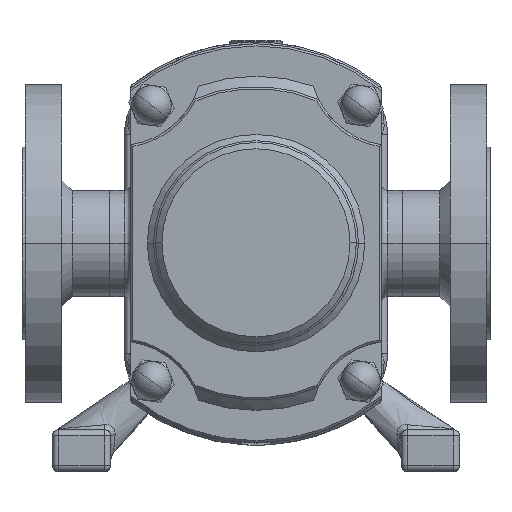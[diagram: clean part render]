
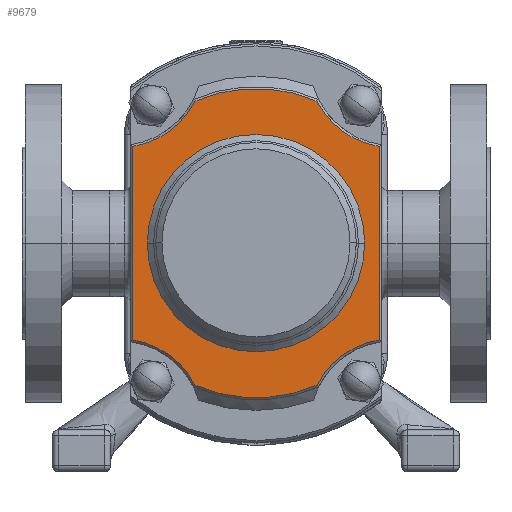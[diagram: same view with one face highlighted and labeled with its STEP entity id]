
A CAD part, top view. The second image highlights one B-rep face of the part: STEP entity #9679.
In plain terms, the highlighted planar face has unit normal (0, 0, 1).
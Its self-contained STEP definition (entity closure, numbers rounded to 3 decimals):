
#478 = EDGE_CURVE ( 'NONE', #32651, #5415, #32426, .T. ) ;
#1489 = DIRECTION ( 'NONE',  ( 1., 0., 0. ) ) ;
#1597 = EDGE_CURVE ( 'NONE', #21329, #27532, #2292, .T. ) ;
#1648 = FACE_BOUND ( 'NONE', #18249, .T. ) ;
#1741 = ORIENTED_EDGE ( 'NONE', *, *, #20157, .T. ) ;
#1760 = DIRECTION ( 'NONE',  ( 0., 0., 1. ) ) ;
#1972 = CIRCLE ( 'NONE', #15151, 41. ) ;
#2292 = CIRCLE ( 'NONE', #10190, 41. ) ;
#2299 = CARTESIAN_POINT ( 'NONE',  ( 59., 46.251, 34. ) ) ;
#2339 = CARTESIAN_POINT ( 'NONE',  ( 29.22, -67.987, 34. ) ) ;
#3392 = DIRECTION ( 'NONE',  ( 0., 0., -1. ) ) ;
#4087 = CARTESIAN_POINT ( 'NONE',  ( -29.22, -67.987, 34. ) ) ;
#4314 = DIRECTION ( 'NONE',  ( 0., 0., -1. ) ) ;
#5415 = VERTEX_POINT ( 'NONE', #4087 ) ;
#5490 = DIRECTION ( 'NONE',  ( 1., 0., 0. ) ) ;
#5862 = EDGE_LOOP ( 'NONE', ( #21417, #18407, #1741, #7212, #9603, #9860, #22402, #12841 ) ) ;
#6097 = CIRCLE ( 'NONE', #13462, 52. ) ;
#6330 = CARTESIAN_POINT ( 'NONE',  ( 0., 0., 34. ) ) ;
#6734 = VECTOR ( 'NONE', #27373, 1000. ) ;
#6885 = VERTEX_POINT ( 'NONE', #23259 ) ;
#6893 = AXIS2_PLACEMENT_3D ( 'NONE', #14012, #12019, #1489 ) ;
#7169 = CARTESIAN_POINT ( 'NONE',  ( 59., -46.251, 34. ) ) ;
#7212 = ORIENTED_EDGE ( 'NONE', *, *, #478, .T. ) ;
#7226 = AXIS2_PLACEMENT_3D ( 'NONE', #7480, #17378, #22334 ) ;
#7480 = CARTESIAN_POINT ( 'NONE',  ( -65.7, 86.7, 34. ) ) ;
#7559 = CARTESIAN_POINT ( 'NONE',  ( 59., 46.251, 34. ) ) ;
#8146 = VERTEX_POINT ( 'NONE', #27162 ) ;
#8322 = CARTESIAN_POINT ( 'NONE',  ( -65.7, -86.7, 34. ) ) ;
#8501 = CARTESIAN_POINT ( 'NONE',  ( 52., 0., 34. ) ) ;
#8530 = LINE ( 'NONE', #16757, #19703 ) ;
#8629 = VERTEX_POINT ( 'NONE', #14067 ) ;
#8637 = DIRECTION ( 'NONE',  ( 1., 0., 0. ) ) ;
#9185 = CARTESIAN_POINT ( 'NONE',  ( 0., 0., 34. ) ) ;
#9266 = CARTESIAN_POINT ( 'NONE',  ( 65.7, 86.7, 34. ) ) ;
#9603 = ORIENTED_EDGE ( 'NONE', *, *, #23227, .T. ) ;
#9679 = ADVANCED_FACE ( 'NONE', ( #11856, #1648 ), #11701, .T. ) ;
#9860 = ORIENTED_EDGE ( 'NONE', *, *, #1597, .T. ) ;
#10190 = AXIS2_PLACEMENT_3D ( 'NONE', #26492, #3392, #23524 ) ;
#11188 = EDGE_CURVE ( 'NONE', #8629, #28052, #11631, .T. ) ;
#11631 = CIRCLE ( 'NONE', #22192, 74. ) ;
#11701 = PLANE ( 'NONE',  #6893 ) ;
#11802 = DIRECTION ( 'NONE',  ( 0., -1., 0. ) ) ;
#11856 = FACE_OUTER_BOUND ( 'NONE', #5862, .T. ) ;
#12019 = DIRECTION ( 'NONE',  ( 0., 0., 1. ) ) ;
#12841 = ORIENTED_EDGE ( 'NONE', *, *, #30972, .T. ) ;
#13462 = AXIS2_PLACEMENT_3D ( 'NONE', #16206, #23163, #5490 ) ;
#13856 = VERTEX_POINT ( 'NONE', #8501 ) ;
#14012 = CARTESIAN_POINT ( 'NONE',  ( 0., 0., 34. ) ) ;
#14067 = CARTESIAN_POINT ( 'NONE',  ( 29.22, 67.987, 34. ) ) ;
#14483 = AXIS2_PLACEMENT_3D ( 'NONE', #8322, #28466, #8637 ) ;
#14632 = VERTEX_POINT ( 'NONE', #2299 ) ;
#14683 = DIRECTION ( 'NONE',  ( 1., 0., 0. ) ) ;
#15151 = AXIS2_PLACEMENT_3D ( 'NONE', #9266, #4314, #14683 ) ;
#15416 = CARTESIAN_POINT ( 'NONE',  ( -29.22, 67.987, 34. ) ) ;
#15496 = CARTESIAN_POINT ( 'NONE',  ( 0., 0., 34. ) ) ;
#15662 = CIRCLE ( 'NONE', #7226, 41. ) ;
#16206 = CARTESIAN_POINT ( 'NONE',  ( 0., 0., 34. ) ) ;
#16757 = CARTESIAN_POINT ( 'NONE',  ( -59., 46.251, 34. ) ) ;
#17378 = DIRECTION ( 'NONE',  ( 0., 0., -1. ) ) ;
#18249 = EDGE_LOOP ( 'NONE', ( #21332, #30490 ) ) ;
#18407 = ORIENTED_EDGE ( 'NONE', *, *, #25299, .T. ) ;
#18924 = CARTESIAN_POINT ( 'NONE',  ( -59., -46.251, 34. ) ) ;
#19243 = DIRECTION ( 'NONE',  ( 1., 0., 0. ) ) ;
#19703 = VECTOR ( 'NONE', #11802, 1000. ) ;
#20157 = EDGE_CURVE ( 'NONE', #8146, #32651, #8530, .T. ) ;
#20480 = EDGE_CURVE ( 'NONE', #6885, #13856, #27675, .T. ) ;
#21189 = DIRECTION ( 'NONE',  ( 1., 0., 0. ) ) ;
#21329 = VERTEX_POINT ( 'NONE', #2339 ) ;
#21332 = ORIENTED_EDGE ( 'NONE', *, *, #20480, .F. ) ;
#21417 = ORIENTED_EDGE ( 'NONE', *, *, #11188, .T. ) ;
#22192 = AXIS2_PLACEMENT_3D ( 'NONE', #15496, #25920, #30547 ) ;
#22334 = DIRECTION ( 'NONE',  ( 1., 0., 0. ) ) ;
#22402 = ORIENTED_EDGE ( 'NONE', *, *, #31754, .T. ) ;
#22965 = AXIS2_PLACEMENT_3D ( 'NONE', #9185, #1760, #19243 ) ;
#23163 = DIRECTION ( 'NONE',  ( 0., 0., 1. ) ) ;
#23227 = EDGE_CURVE ( 'NONE', #5415, #21329, #25599, .T. ) ;
#23259 = CARTESIAN_POINT ( 'NONE',  ( -52., 0., 34. ) ) ;
#23524 = DIRECTION ( 'NONE',  ( 1., 0., 0. ) ) ;
#23816 = EDGE_CURVE ( 'NONE', #13856, #6885, #6097, .T. ) ;
#24480 = AXIS2_PLACEMENT_3D ( 'NONE', #6330, #31441, #21189 ) ;
#24565 = LINE ( 'NONE', #7559, #6734 ) ;
#25299 = EDGE_CURVE ( 'NONE', #28052, #8146, #15662, .T. ) ;
#25599 = CIRCLE ( 'NONE', #22965, 74. ) ;
#25920 = DIRECTION ( 'NONE',  ( 0., 0., 1. ) ) ;
#26492 = CARTESIAN_POINT ( 'NONE',  ( 65.7, -86.7, 34. ) ) ;
#27162 = CARTESIAN_POINT ( 'NONE',  ( -59., 46.251, 34. ) ) ;
#27373 = DIRECTION ( 'NONE',  ( 0., 1., 0. ) ) ;
#27532 = VERTEX_POINT ( 'NONE', #7169 ) ;
#27675 = CIRCLE ( 'NONE', #24480, 52. ) ;
#28052 = VERTEX_POINT ( 'NONE', #15416 ) ;
#28466 = DIRECTION ( 'NONE',  ( 0., 0., -1. ) ) ;
#30490 = ORIENTED_EDGE ( 'NONE', *, *, #23816, .F. ) ;
#30547 = DIRECTION ( 'NONE',  ( 1., 0., 0. ) ) ;
#30972 = EDGE_CURVE ( 'NONE', #14632, #8629, #1972, .T. ) ;
#31441 = DIRECTION ( 'NONE',  ( 0., 0., 1. ) ) ;
#31754 = EDGE_CURVE ( 'NONE', #27532, #14632, #24565, .T. ) ;
#32426 = CIRCLE ( 'NONE', #14483, 41. ) ;
#32651 = VERTEX_POINT ( 'NONE', #18924 ) ;
